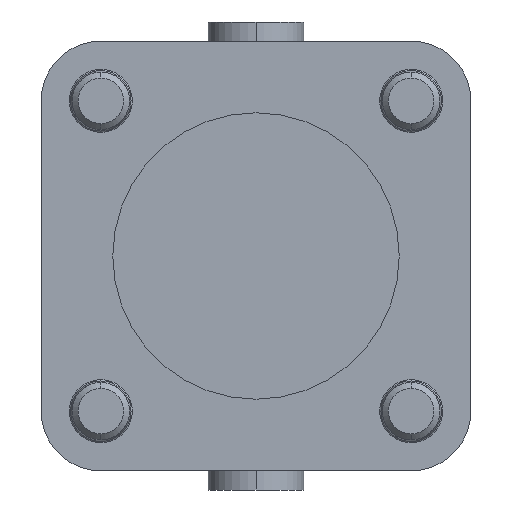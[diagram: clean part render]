
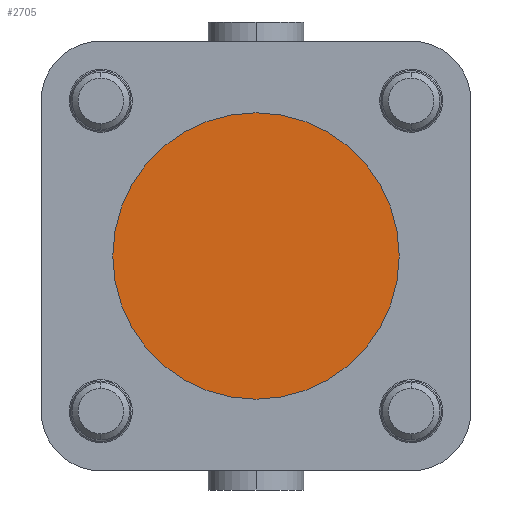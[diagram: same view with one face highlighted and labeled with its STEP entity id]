
A CAD part, left-side view. The second image highlights one B-rep face of the part: STEP entity #2705.
In plain terms, the highlighted planar face has unit normal (-1, 0, 0).
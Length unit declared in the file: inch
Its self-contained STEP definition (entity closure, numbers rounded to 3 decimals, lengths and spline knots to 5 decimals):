
#386 = AXIS2_PLACEMENT_3D ( 'NONE', #3858, #4252, #875 ) ;
#437 = ORIENTED_EDGE ( 'NONE', *, *, #1511, .F. ) ;
#465 = CIRCLE ( 'NONE', #1158, 0.59055 ) ;
#549 = VERTEX_POINT ( 'NONE', #5087 ) ;
#559 = CARTESIAN_POINT ( 'NONE',  ( 0.27559, 0., 0. ) ) ;
#875 = DIRECTION ( 'NONE',  ( 0., 0., -1. ) ) ;
#1124 = FACE_OUTER_BOUND ( 'NONE', #3490, .T. ) ;
#1158 = AXIS2_PLACEMENT_3D ( 'NONE', #559, #3979, #3625 ) ;
#1292 = EDGE_CURVE ( 'NONE', #3980, #549, #465, .T. ) ;
#1511 = EDGE_CURVE ( 'NONE', #549, #3980, #2127, .T. ) ;
#1863 = PLANE ( 'NONE',  #4930 ) ;
#1905 = ORIENTED_EDGE ( 'NONE', *, *, #1292, .F. ) ;
#2127 = CIRCLE ( 'NONE', #386, 0.59055 ) ;
#2705 = ADVANCED_FACE ( 'NONE', ( #1124 ), #1863, .F. ) ;
#3187 = DIRECTION ( 'NONE',  ( 1., 0., 0. ) ) ;
#3490 = EDGE_LOOP ( 'NONE', ( #1905, #437 ) ) ;
#3505 = CARTESIAN_POINT ( 'NONE',  ( 0.27559, 0., 0. ) ) ;
#3625 = DIRECTION ( 'NONE',  ( 0., 0., -1. ) ) ;
#3810 = CARTESIAN_POINT ( 'NONE',  ( 0.27559, 0., 0.59055 ) ) ;
#3858 = CARTESIAN_POINT ( 'NONE',  ( 0.27559, 0., 0. ) ) ;
#3979 = DIRECTION ( 'NONE',  ( 1., 0., 0. ) ) ;
#3980 = VERTEX_POINT ( 'NONE', #3810 ) ;
#4252 = DIRECTION ( 'NONE',  ( 1., 0., 0. ) ) ;
#4851 = DIRECTION ( 'NONE',  ( 0., 1., 0. ) ) ;
#4930 = AXIS2_PLACEMENT_3D ( 'NONE', #3505, #3187, #4851 ) ;
#5087 = CARTESIAN_POINT ( 'NONE',  ( 0.27559, 0., -0.59055 ) ) ;
